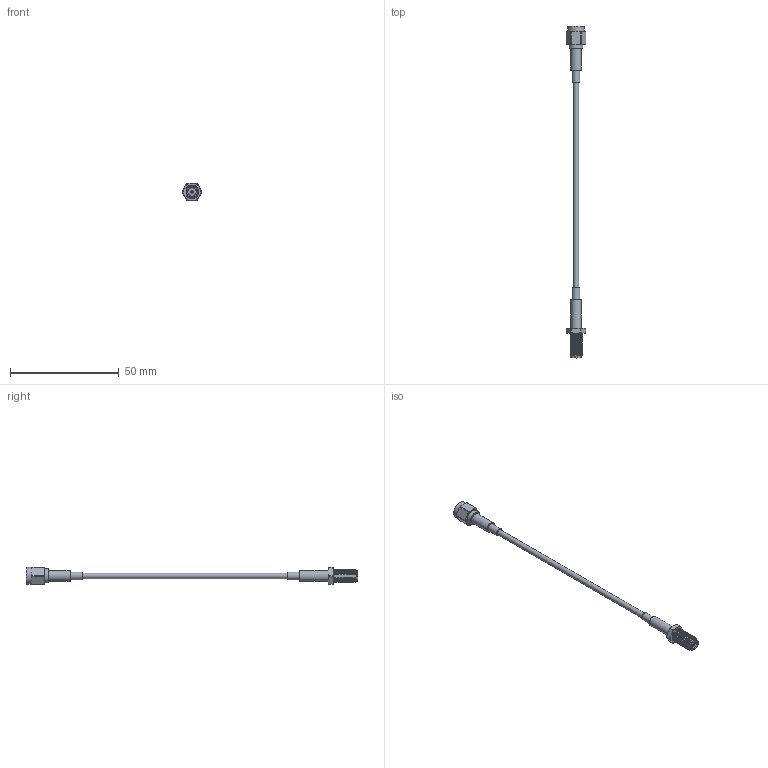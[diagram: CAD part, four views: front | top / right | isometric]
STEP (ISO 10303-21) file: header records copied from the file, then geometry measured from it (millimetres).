
FILE_DESCRIPTION(/* description */ ('Unknown'),/* implementation_level */ '2;1');
FILE_NAME(/* name */ '655035032xxx03',/* time_stamp */ '2018-07-24T13:59:28+02:00',/* author */ ('Unknown'),/* organization */ ('Unknown'),/* preprocessor_version */ 'ST-DEVELOPER v16.7',/* originating_system */ 'DEX',/* authorisation */ $);
FILE_SCHEMA (('AUTOMOTIVE_DESIGN {1 0 10303 214 3 1 1}'));
Length unit declared in the file: millimetre
Products named in the file (20): Asm; 65503503215303; RG-174_6inch; 60312642114030; 60312642114030_Shelding; 60312642114031_Bolt; 60312642114030_insulator; 60312642114031_Washer; 60312642114030_Signalpin; 60312642114030_Shelding2; 60312642114030_Insulator2; 60314602124030; 60314602124030_Shelding1; 60314602124030_Shelding3; 60314602124030_Insulator1; 60314602124030_Ring plastic; 60314602124030_Circlips; 60314602124030_Signalpin; 60314602124030_Shelding2; 60314602124030_Insulator2
Assembly tree (19 placements, depth 4):
  Asm
    65503503215303
      RG-174_6inch
      60312642114030
        60312642114030_Shelding
        60312642114031_Bolt
        60312642114030_insulator
        60312642114031_Washer
        60312642114030_Signalpin
      60312642114030_Shelding2
      60312642114030_Insulator2
      60314602124030
        60314602124030_Shelding1
        60314602124030_Shelding3
        60314602124030_Insulator1
        60314602124030_Ring plastic
        60314602124030_Circlips
        60314602124030_Signalpin
      60314602124030_Shelding2
      60314602124030_Insulator2
Bounding box: 9.04 x 152.4 x 8.09 mm (x, y, z)
Volume: 1646.8 mm3; surface area: 7674.6 mm2
Topology: 17 solids, 17 shells, 257 faces, 590 edges, 392 vertices
Faces by surface type: plane 100, cylinder 92, bspline 32, cone 18, torus 15
Full cylindrical faces by diameter (mm): 0.6 x1, 0.92 x2, 0.951 x2, 1.1 x1, 1.27 x6, 1.47 x2, 1.6 x2, 1.7 x4, 2.5 x5, 2.52 x1, 2.6 x1, 2.65 x1, 3.1 x2, 3.5 x2, 3.8 x4, 3.84 x1, 3.85 x2, 4.06 x2, 4.56 x2, 4.75 x1, 4.8 x2, 4.95 x1, 5.35 x1, 6.4 x2, 6.5 x1, 6.55 x5, 7 x1, 7.8 x1
Entity records: 19244 total; most frequent: CARTESIAN_POINT 13791, ORIENTED_EDGE 974, DIRECTION 953, EDGE_CURVE 487, AXIS2_PLACEMENT_3D 412, EDGE_LOOP 371, FACE_BOUND 371, VERTEX_POINT 362
